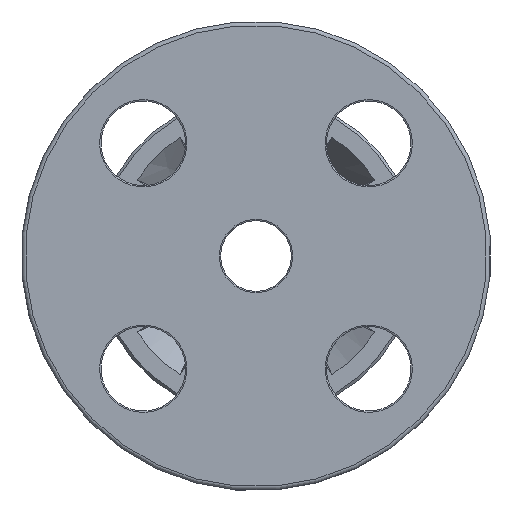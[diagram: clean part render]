
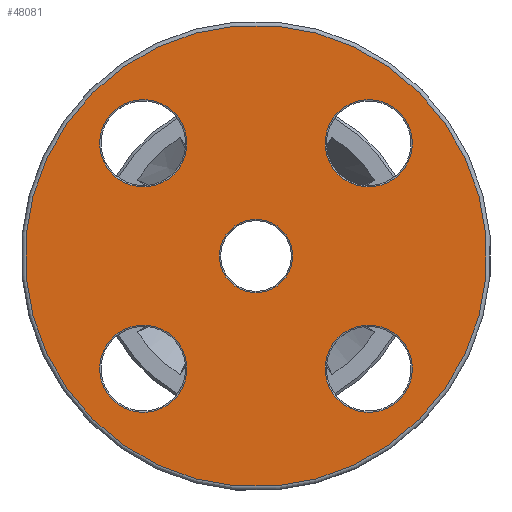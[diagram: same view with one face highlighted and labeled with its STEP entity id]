
A CAD part, front view. The second image highlights one B-rep face of the part: STEP entity #48081.
In plain terms, the highlighted planar face has unit normal (0, -1, 0).
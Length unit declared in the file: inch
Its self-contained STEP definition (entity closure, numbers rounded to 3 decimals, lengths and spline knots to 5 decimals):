
#47975=CARTESIAN_POINT('',(-1.21622,-2.005,1.21622));
#47976=VERTEX_POINT('',#47975);
#47977=CARTESIAN_POINT('',(0.,-2.005,0.));
#47978=DIRECTION('',(0.,1.0,0.));
#47979=DIRECTION('',(0.707,0.,-0.707));
#47980=AXIS2_PLACEMENT_3D('',#47977,#47978,#47979);
#47981=CIRCLE('',#47980,1.72);
#47982=EDGE_CURVE('',#47976,#47976,#47981,.T.);
#48018=CARTESIAN_POINT('',(-0.7117,-2.005,0.7117));
#48019=DIRECTION('',(0.0,-1.0,0.0));
#48020=DIRECTION('',(0.707,0.0,0.707));
#48021=AXIS2_PLACEMENT_3D('',#48018,#48019,#48020);
#48022=PLANE('',#48021);
#48023=ORIENTED_EDGE('',*,*,#47982,.F.);
#48024=EDGE_LOOP('',(#48023));
#48025=FACE_OUTER_BOUND('',#48024,.T.);
#48026=CARTESIAN_POINT('',(0.60988,-2.005,1.0695));
#48027=VERTEX_POINT('',#48026);
#48028=CARTESIAN_POINT('',(0.83969,-2.005,0.83969));
#48029=DIRECTION('',(0.,-1.0,0.));
#48030=DIRECTION('',(0.707,0.,-0.707));
#48031=AXIS2_PLACEMENT_3D('',#48028,#48029,#48030);
#48032=CIRCLE('',#48031,0.325);
#48033=EDGE_CURVE('',#48027,#48027,#48032,.T.);
#48034=ORIENTED_EDGE('',*,*,#48033,.F.);
#48035=EDGE_LOOP('',(#48034));
#48036=FACE_BOUND('',#48035,.T.);
#48037=CARTESIAN_POINT('',(1.0695,-2.005,-0.60988));
#48038=VERTEX_POINT('',#48037);
#48039=CARTESIAN_POINT('',(0.83969,-2.005,-0.83969));
#48040=DIRECTION('',(0.,-1.0,0.));
#48041=DIRECTION('',(-0.707,0.,-0.707));
#48042=AXIS2_PLACEMENT_3D('',#48039,#48040,#48041);
#48043=CIRCLE('',#48042,0.325);
#48044=EDGE_CURVE('',#48038,#48038,#48043,.T.);
#48045=ORIENTED_EDGE('',*,*,#48044,.F.);
#48046=EDGE_LOOP('',(#48045));
#48047=FACE_BOUND('',#48046,.T.);
#48048=CARTESIAN_POINT('',(-0.60988,-2.005,-1.0695));
#48049=VERTEX_POINT('',#48048);
#48050=CARTESIAN_POINT('',(-0.83969,-2.005,-0.83969));
#48051=DIRECTION('',(0.,-1.0,0.));
#48052=DIRECTION('',(-0.707,0.,0.707));
#48053=AXIS2_PLACEMENT_3D('',#48050,#48051,#48052);
#48054=CIRCLE('',#48053,0.325);
#48055=EDGE_CURVE('',#48049,#48049,#48054,.T.);
#48056=ORIENTED_EDGE('',*,*,#48055,.F.);
#48057=EDGE_LOOP('',(#48056));
#48058=FACE_BOUND('',#48057,.T.);
#48059=CARTESIAN_POINT('',(-0.19304,-2.005,0.19304));
#48060=VERTEX_POINT('',#48059);
#48061=CARTESIAN_POINT('',(0.,-2.005,0.));
#48062=DIRECTION('',(0.,-1.0,0.));
#48063=DIRECTION('',(0.707,0.,-0.707));
#48064=AXIS2_PLACEMENT_3D('',#48061,#48062,#48063);
#48065=CIRCLE('',#48064,0.273);
#48066=EDGE_CURVE('',#48060,#48060,#48065,.T.);
#48067=ORIENTED_EDGE('',*,*,#48066,.F.);
#48068=EDGE_LOOP('',(#48067));
#48069=FACE_BOUND('',#48068,.T.);
#48070=CARTESIAN_POINT('',(-1.0695,-2.005,0.60988));
#48071=VERTEX_POINT('',#48070);
#48072=CARTESIAN_POINT('',(-0.83969,-2.005,0.83969));
#48073=DIRECTION('',(0.,-1.0,0.));
#48074=DIRECTION('',(0.707,0.,0.707));
#48075=AXIS2_PLACEMENT_3D('',#48072,#48073,#48074);
#48076=CIRCLE('',#48075,0.325);
#48077=EDGE_CURVE('',#48071,#48071,#48076,.T.);
#48078=ORIENTED_EDGE('',*,*,#48077,.F.);
#48079=EDGE_LOOP('',(#48078));
#48080=FACE_BOUND('',#48079,.T.);
#48081=ADVANCED_FACE('',(#48025,#48036,#48047,#48058,#48069,#48080),#48022,.T.);
